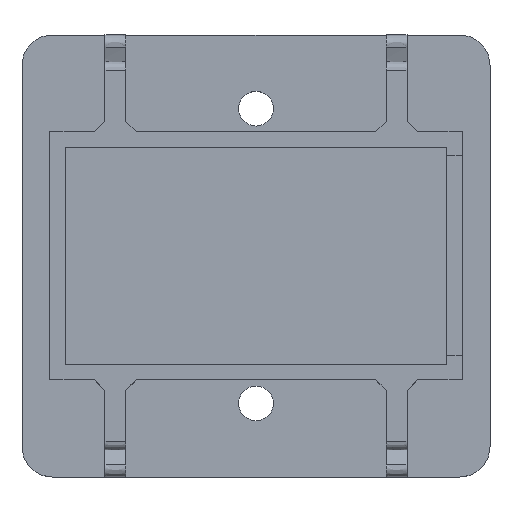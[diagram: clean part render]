
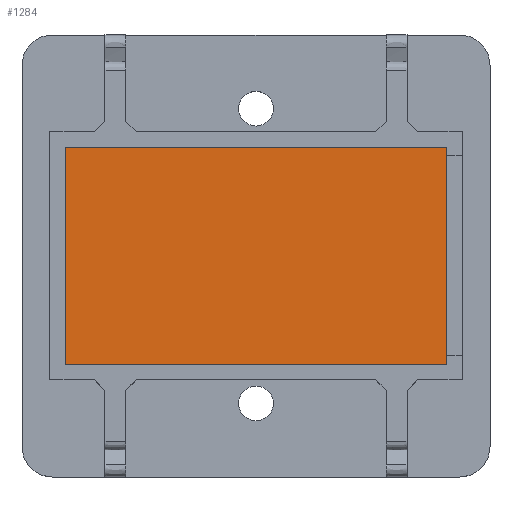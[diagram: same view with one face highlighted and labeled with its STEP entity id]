
A CAD part, top view. The second image highlights one B-rep face of the part: STEP entity #1284.
In plain terms, the highlighted planar face has unit normal (0, 0, 1).
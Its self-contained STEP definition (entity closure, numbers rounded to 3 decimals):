
#162=FACE_OUTER_BOUND('',#234,.T.);
#234=EDGE_LOOP('',(#1173,#1174,#1175,#1176));
#339=LINE('',#2963,#469);
#358=LINE('',#3012,#488);
#360=LINE('',#3016,#490);
#362=LINE('',#3019,#492);
#469=VECTOR('',#1561,10.);
#488=VECTOR('',#1612,10.);
#490=VECTOR('',#1616,10.);
#492=VECTOR('',#1620,10.);
#602=VERTEX_POINT('',#2960);
#603=VERTEX_POINT('',#2962);
#617=VERTEX_POINT('',#3011);
#618=VERTEX_POINT('',#3015);
#773=EDGE_CURVE('',#603,#602,#339,.T.);
#798=EDGE_CURVE('',#617,#603,#358,.T.);
#800=EDGE_CURVE('',#602,#618,#360,.T.);
#802=EDGE_CURVE('',#618,#617,#362,.T.);
#1173=ORIENTED_EDGE('',*,*,#798,.T.);
#1174=ORIENTED_EDGE('',*,*,#773,.T.);
#1175=ORIENTED_EDGE('',*,*,#800,.T.);
#1176=ORIENTED_EDGE('',*,*,#802,.T.);
#1220=PLANE('',#1366);
#1284=ADVANCED_FACE('',(#162),#1220,.T.);
#1366=AXIS2_PLACEMENT_3D('',#3027,#1633,#1634);
#1561=DIRECTION('',(0.,1.,0.));
#1612=DIRECTION('',(1.,0.,0.));
#1616=DIRECTION('',(-1.,0.,0.));
#1620=DIRECTION('',(0.,-1.,0.));
#1633=DIRECTION('center_axis',(0.,0.,1.));
#1634=DIRECTION('ref_axis',(1.,0.,0.));
#2960=CARTESIAN_POINT('',(22.,12.5,2.4));
#2962=CARTESIAN_POINT('',(22.,-12.5,2.4));
#2963=CARTESIAN_POINT('',(22.,6.25,2.4));
#3011=CARTESIAN_POINT('',(-22.,-12.5,2.4));
#3012=CARTESIAN_POINT('',(11.,-12.5,2.4));
#3015=CARTESIAN_POINT('',(-22.,12.5,2.4));
#3016=CARTESIAN_POINT('',(-11.,12.5,2.4));
#3019=CARTESIAN_POINT('',(-22.,-6.25,2.4));
#3027=CARTESIAN_POINT('Origin',(0.,0.,2.4));
